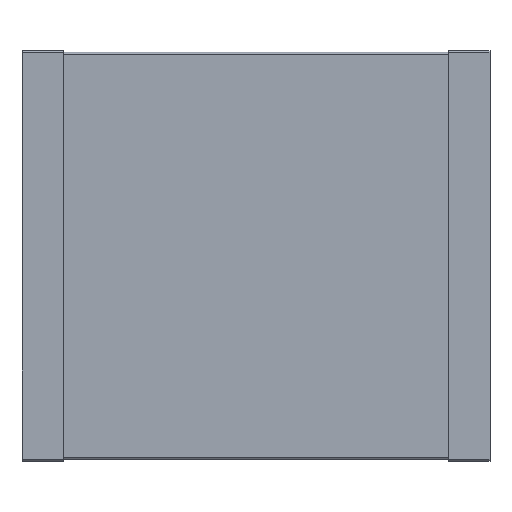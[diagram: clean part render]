
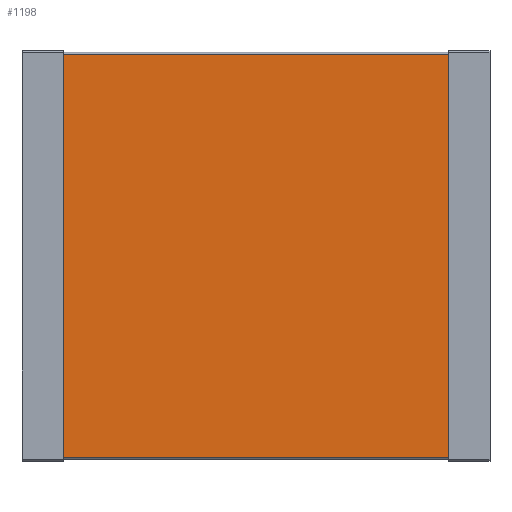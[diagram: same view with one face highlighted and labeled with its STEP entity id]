
A CAD part, top view. The second image highlights one B-rep face of the part: STEP entity #1198.
In plain terms, the highlighted planar face has unit normal (0, 0, 1).
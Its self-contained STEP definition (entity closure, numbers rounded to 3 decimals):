
#283 = PLANE('',#284);
#284 = AXIS2_PLACEMENT_3D('',#285,#286,#287);
#285 = CARTESIAN_POINT('',(-2.35,-2.5,0.));
#286 = DIRECTION('',(1.,0.,0.));
#287 = DIRECTION('',(0.,0.,1.));
#744 = VERTEX_POINT('',#745);
#745 = CARTESIAN_POINT('',(-2.35,-2.455,1.63));
#764 = CYLINDRICAL_SURFACE('',#765,0.025);
#765 = AXIS2_PLACEMENT_3D('',#766,#767,#768);
#766 = CARTESIAN_POINT('',(-2.35,-2.455,1.605));
#767 = DIRECTION('',(1.,0.,0.));
#768 = DIRECTION('',(0.,-1.,0.));
#776 = EDGE_CURVE('',#744,#777,#779,.T.);
#777 = VERTEX_POINT('',#778);
#778 = CARTESIAN_POINT('',(-2.35,2.455,1.63));
#779 = SURFACE_CURVE('',#780,(#784,#791),.PCURVE_S1.);
#780 = LINE('',#781,#782);
#781 = CARTESIAN_POINT('',(-2.35,-2.48,1.63));
#782 = VECTOR('',#783,1.);
#783 = DIRECTION('',(0.,1.,0.));
#784 = PCURVE('',#283,#785);
#785 = DEFINITIONAL_REPRESENTATION('',(#786),#790);
#786 = LINE('',#787,#788);
#787 = CARTESIAN_POINT('',(1.63,-0.02));
#788 = VECTOR('',#789,1.);
#789 = DIRECTION('',(0.,-1.));
#790 = ( GEOMETRIC_REPRESENTATION_CONTEXT(2) 
PARAMETRIC_REPRESENTATION_CONTEXT() REPRESENTATION_CONTEXT('2D SPACE',''
  ) );
#791 = PCURVE('',#792,#797);
#792 = PLANE('',#793);
#793 = AXIS2_PLACEMENT_3D('',#794,#795,#796);
#794 = CARTESIAN_POINT('',(-2.35,-2.48,1.63));
#795 = DIRECTION('',(0.,0.,1.));
#796 = DIRECTION('',(1.,0.,0.));
#797 = DEFINITIONAL_REPRESENTATION('',(#798),#802);
#798 = LINE('',#799,#800);
#799 = CARTESIAN_POINT('',(0.,0.));
#800 = VECTOR('',#801,1.);
#801 = DIRECTION('',(0.,1.));
#802 = ( GEOMETRIC_REPRESENTATION_CONTEXT(2) 
PARAMETRIC_REPRESENTATION_CONTEXT() REPRESENTATION_CONTEXT('2D SPACE',''
  ) );
#821 = CYLINDRICAL_SURFACE('',#822,0.025);
#822 = AXIS2_PLACEMENT_3D('',#823,#824,#825);
#823 = CARTESIAN_POINT('',(-2.35,2.455,1.605));
#824 = DIRECTION('',(1.,0.,0.));
#825 = DIRECTION('',(0.,1.,0.));
#964 = PLANE('',#965);
#965 = AXIS2_PLACEMENT_3D('',#966,#967,#968);
#966 = CARTESIAN_POINT('',(2.35,-2.5,0.));
#967 = DIRECTION('',(1.,0.,0.));
#968 = DIRECTION('',(0.,0.,1.));
#1153 = EDGE_CURVE('',#777,#1154,#1156,.T.);
#1154 = VERTEX_POINT('',#1155);
#1155 = CARTESIAN_POINT('',(2.35,2.455,1.63));
#1156 = SURFACE_CURVE('',#1157,(#1161,#1168),.PCURVE_S1.);
#1157 = LINE('',#1158,#1159);
#1158 = CARTESIAN_POINT('',(-2.35,2.455,1.63));
#1159 = VECTOR('',#1160,1.);
#1160 = DIRECTION('',(1.,0.,0.));
#1161 = PCURVE('',#821,#1162);
#1162 = DEFINITIONAL_REPRESENTATION('',(#1163),#1167);
#1163 = LINE('',#1164,#1165);
#1164 = CARTESIAN_POINT('',(1.571,0.));
#1165 = VECTOR('',#1166,1.);
#1166 = DIRECTION('',(0.,1.));
#1167 = ( GEOMETRIC_REPRESENTATION_CONTEXT(2) 
PARAMETRIC_REPRESENTATION_CONTEXT() REPRESENTATION_CONTEXT('2D SPACE',''
  ) );
#1168 = PCURVE('',#792,#1169);
#1169 = DEFINITIONAL_REPRESENTATION('',(#1170),#1174);
#1170 = LINE('',#1171,#1172);
#1171 = CARTESIAN_POINT('',(0.,4.935));
#1172 = VECTOR('',#1173,1.);
#1173 = DIRECTION('',(1.,0.));
#1174 = ( GEOMETRIC_REPRESENTATION_CONTEXT(2) 
PARAMETRIC_REPRESENTATION_CONTEXT() REPRESENTATION_CONTEXT('2D SPACE',''
  ) );
#1198 = ADVANCED_FACE('',(#1199),#792,.T.);
#1199 = FACE_BOUND('',#1200,.T.);
#1200 = EDGE_LOOP('',(#1201,#1202,#1225,#1246));
#1201 = ORIENTED_EDGE('',*,*,#776,.F.);
#1202 = ORIENTED_EDGE('',*,*,#1203,.T.);
#1203 = EDGE_CURVE('',#744,#1204,#1206,.T.);
#1204 = VERTEX_POINT('',#1205);
#1205 = CARTESIAN_POINT('',(2.35,-2.455,1.63));
#1206 = SURFACE_CURVE('',#1207,(#1211,#1218),.PCURVE_S1.);
#1207 = LINE('',#1208,#1209);
#1208 = CARTESIAN_POINT('',(-2.35,-2.455,1.63));
#1209 = VECTOR('',#1210,1.);
#1210 = DIRECTION('',(1.,0.,0.));
#1211 = PCURVE('',#792,#1212);
#1212 = DEFINITIONAL_REPRESENTATION('',(#1213),#1217);
#1213 = LINE('',#1214,#1215);
#1214 = CARTESIAN_POINT('',(0.,0.025));
#1215 = VECTOR('',#1216,1.);
#1216 = DIRECTION('',(1.,0.));
#1217 = ( GEOMETRIC_REPRESENTATION_CONTEXT(2) 
PARAMETRIC_REPRESENTATION_CONTEXT() REPRESENTATION_CONTEXT('2D SPACE',''
  ) );
#1218 = PCURVE('',#764,#1219);
#1219 = DEFINITIONAL_REPRESENTATION('',(#1220),#1224);
#1220 = LINE('',#1221,#1222);
#1221 = CARTESIAN_POINT('',(-1.571,0.));
#1222 = VECTOR('',#1223,1.);
#1223 = DIRECTION('',(0.,1.));
#1224 = ( GEOMETRIC_REPRESENTATION_CONTEXT(2) 
PARAMETRIC_REPRESENTATION_CONTEXT() REPRESENTATION_CONTEXT('2D SPACE',''
  ) );
#1225 = ORIENTED_EDGE('',*,*,#1226,.T.);
#1226 = EDGE_CURVE('',#1204,#1154,#1227,.T.);
#1227 = SURFACE_CURVE('',#1228,(#1232,#1239),.PCURVE_S1.);
#1228 = LINE('',#1229,#1230);
#1229 = CARTESIAN_POINT('',(2.35,-2.48,1.63));
#1230 = VECTOR('',#1231,1.);
#1231 = DIRECTION('',(0.,1.,0.));
#1232 = PCURVE('',#792,#1233);
#1233 = DEFINITIONAL_REPRESENTATION('',(#1234),#1238);
#1234 = LINE('',#1235,#1236);
#1235 = CARTESIAN_POINT('',(4.7,0.));
#1236 = VECTOR('',#1237,1.);
#1237 = DIRECTION('',(0.,1.));
#1238 = ( GEOMETRIC_REPRESENTATION_CONTEXT(2) 
PARAMETRIC_REPRESENTATION_CONTEXT() REPRESENTATION_CONTEXT('2D SPACE',''
  ) );
#1239 = PCURVE('',#964,#1240);
#1240 = DEFINITIONAL_REPRESENTATION('',(#1241),#1245);
#1241 = LINE('',#1242,#1243);
#1242 = CARTESIAN_POINT('',(1.63,-0.02));
#1243 = VECTOR('',#1244,1.);
#1244 = DIRECTION('',(0.,-1.));
#1245 = ( GEOMETRIC_REPRESENTATION_CONTEXT(2) 
PARAMETRIC_REPRESENTATION_CONTEXT() REPRESENTATION_CONTEXT('2D SPACE',''
  ) );
#1246 = ORIENTED_EDGE('',*,*,#1153,.F.);
